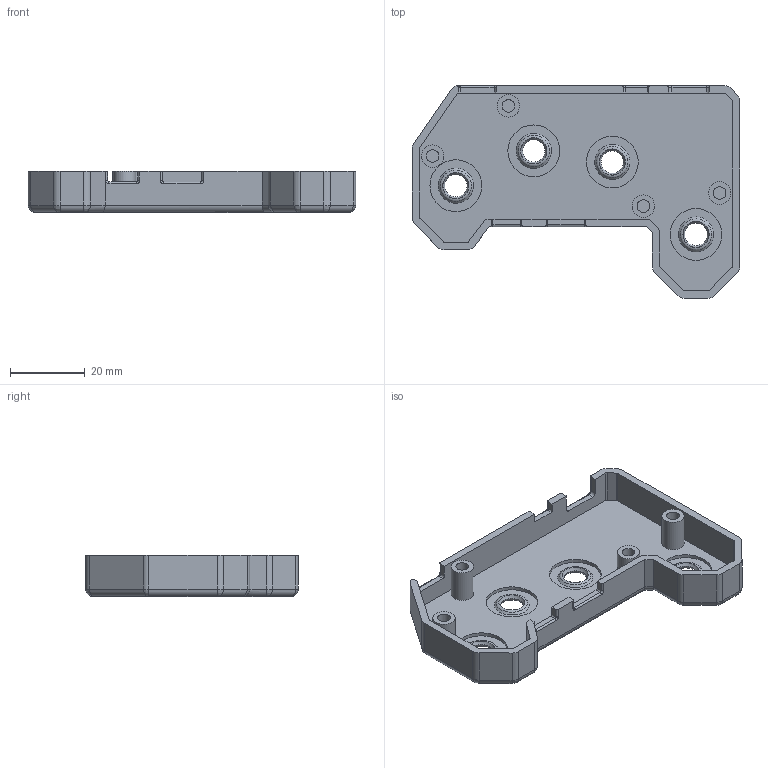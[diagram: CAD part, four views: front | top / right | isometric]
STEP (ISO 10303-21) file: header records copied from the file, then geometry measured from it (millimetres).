
FILE_DESCRIPTION(('FreeCAD Model'),'2;1');
FILE_NAME('Open CASCADE Shape Model','2025-07-18T21:55:27',(''),(''), 'Open CASCADE STEP processor 7.8','FreeCAD','Unknown');
FILE_SCHEMA(('AUTOMOTIVE_DESIGN { 1 0 10303 214 1 1 1 1 }'));
Length unit declared in the file: millimetre
Products named in the file (4): top-stick-print; top-stick; stick-recess; top001
Assembly tree (6 placements, depth 3):
  top-stick-print
    top-stick
      stick-recess  x4
      top001
Bounding box: 87.86 x 57.05 x 11 mm (x, y, z)
Volume: 11697.2 mm3; surface area: 13747.6 mm2
Topology: 5 solids, 5 shells, 188 faces, 443 edges, 277 vertices
Faces by surface type: cylinder 80, plane 70, torus 18, revolution 11, sphere 4, cone 4, bspline 1
Full cylindrical faces by diameter (mm): 3.4 x4, 6 x4, 13.9 x4, 14 x4
Entity records: 5145 total; most frequent: CARTESIAN_POINT 999, DIRECTION 911, ORIENTED_EDGE 808, EDGE_CURVE 404, AXIS2_PLACEMENT_3D 340, VERTEX_POINT 253, LINE 220, VECTOR 220
